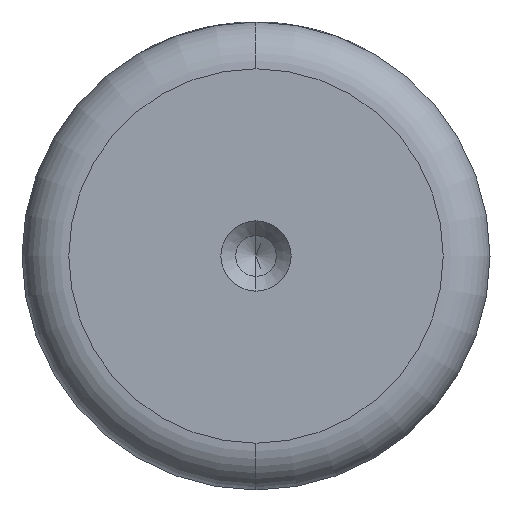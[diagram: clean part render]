
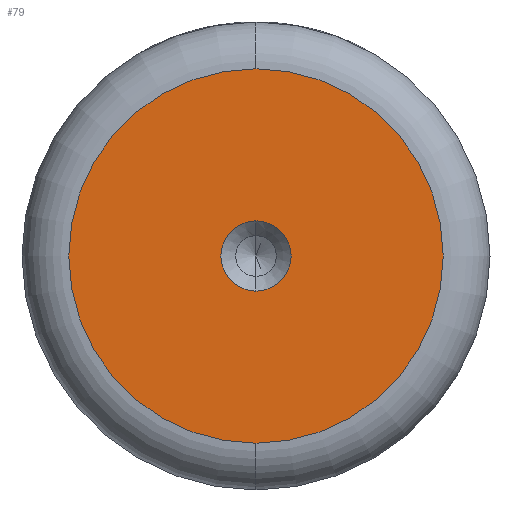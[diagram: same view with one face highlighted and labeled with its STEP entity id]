
A CAD part, left-side view. The second image highlights one B-rep face of the part: STEP entity #79.
In plain terms, the highlighted planar face has unit normal (-1, 0, 0).
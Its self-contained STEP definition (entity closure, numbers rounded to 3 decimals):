
#25 = EDGE_CURVE ( 'NONE', #1303, #1167, #187, .T. ) ;
#49 = CARTESIAN_POINT ( 'NONE',  ( 0., 0., 2.25 ) ) ;
#79 = ADVANCED_FACE ( 'NONE', ( #135, #157 ), #1079, .T. ) ;
#84 = CIRCLE ( 'NONE', #934, 2.25 ) ;
#135 = FACE_BOUND ( 'NONE', #288, .T. ) ;
#145 = DIRECTION ( 'NONE',  ( -1., 0., 0. ) ) ;
#157 = FACE_OUTER_BOUND ( 'NONE', #764, .T. ) ;
#187 = CIRCLE ( 'NONE', #910, 2.25 ) ;
#233 = ORIENTED_EDGE ( 'NONE', *, *, #406, .F. ) ;
#265 = ORIENTED_EDGE ( 'NONE', *, *, #25, .F. ) ;
#288 = EDGE_LOOP ( 'NONE', ( #265, #233 ) ) ;
#324 = CARTESIAN_POINT ( 'NONE',  ( 0., 0., 12. ) ) ;
#334 = VERTEX_POINT ( 'NONE', #324 ) ;
#336 = DIRECTION ( 'NONE',  ( -1., 0., 0. ) ) ;
#406 = EDGE_CURVE ( 'NONE', #1167, #1303, #84, .T. ) ;
#412 = ORIENTED_EDGE ( 'NONE', *, *, #724, .T. ) ;
#449 = CARTESIAN_POINT ( 'NONE',  ( 0., 0., 0. ) ) ;
#536 = EDGE_CURVE ( 'NONE', #334, #970, #1046, .T. ) ;
#555 = DIRECTION ( 'NONE',  ( 0., 0., 1. ) ) ;
#617 = CARTESIAN_POINT ( 'NONE',  ( 0., 0., 0. ) ) ;
#652 = CARTESIAN_POINT ( 'NONE',  ( 0., 0., 0. ) ) ;
#719 = DIRECTION ( 'NONE',  ( 0., 0., 1. ) ) ;
#724 = EDGE_CURVE ( 'NONE', #970, #334, #1190, .T. ) ;
#757 = DIRECTION ( 'NONE',  ( 0., 0., 1. ) ) ;
#764 = EDGE_LOOP ( 'NONE', ( #1039, #412 ) ) ;
#802 = CARTESIAN_POINT ( 'NONE',  ( 0., 0., 0. ) ) ;
#904 = DIRECTION ( 'NONE',  ( 0., 0., 1. ) ) ;
#910 = AXIS2_PLACEMENT_3D ( 'NONE', #959, #336, #1071 ) ;
#934 = AXIS2_PLACEMENT_3D ( 'NONE', #652, #1399, #757 ) ;
#959 = CARTESIAN_POINT ( 'NONE',  ( 0., 0., 0. ) ) ;
#970 = VERTEX_POINT ( 'NONE', #1281 ) ;
#1039 = ORIENTED_EDGE ( 'NONE', *, *, #536, .T. ) ;
#1046 = CIRCLE ( 'NONE', #1296, 12. ) ;
#1071 = DIRECTION ( 'NONE',  ( 0., 0., 1. ) ) ;
#1079 = PLANE ( 'NONE',  #1279 ) ;
#1167 = VERTEX_POINT ( 'NONE', #1309 ) ;
#1190 = CIRCLE ( 'NONE', #1308, 12. ) ;
#1191 = DIRECTION ( 'NONE',  ( -1., 0., 0. ) ) ;
#1279 = AXIS2_PLACEMENT_3D ( 'NONE', #449, #1191, #555 ) ;
#1281 = CARTESIAN_POINT ( 'NONE',  ( 0., 0., -12. ) ) ;
#1296 = AXIS2_PLACEMENT_3D ( 'NONE', #802, #145, #904 ) ;
#1303 = VERTEX_POINT ( 'NONE', #49 ) ;
#1308 = AXIS2_PLACEMENT_3D ( 'NONE', #617, #1361, #719 ) ;
#1309 = CARTESIAN_POINT ( 'NONE',  ( 0., 0., -2.25 ) ) ;
#1361 = DIRECTION ( 'NONE',  ( -1., 0., 0. ) ) ;
#1399 = DIRECTION ( 'NONE',  ( -1., 0., 0. ) ) ;
